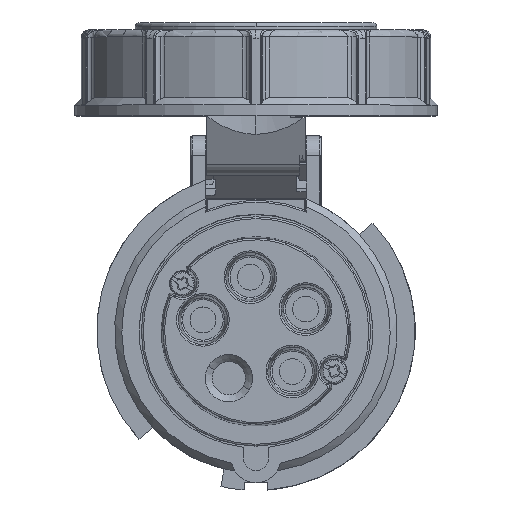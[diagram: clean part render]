
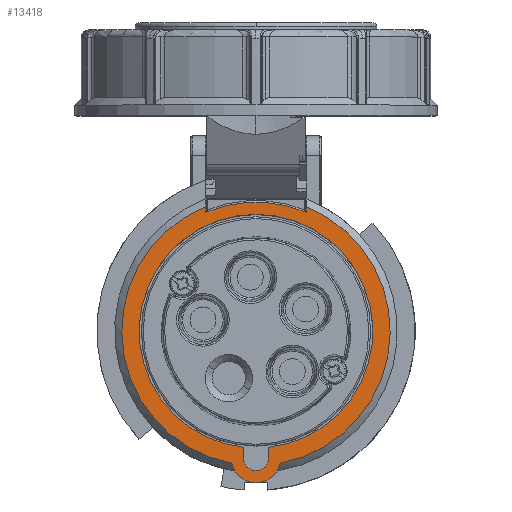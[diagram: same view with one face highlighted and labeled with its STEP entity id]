
A CAD part, top view. The second image highlights one B-rep face of the part: STEP entity #13418.
In plain terms, the highlighted planar face has unit normal (0, 0, 1).
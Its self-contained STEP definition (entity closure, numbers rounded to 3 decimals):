
#6 = CARTESIAN_POINT ( 'NONE',  ( 0., 0., 0. ) ) ;
#1058 = EDGE_CURVE ( 'NONE', #20644, #17916, #19526, .T. ) ;
#1494 = AXIS2_PLACEMENT_3D ( 'NONE', #19455, #30061, #14404 ) ;
#1759 = CARTESIAN_POINT ( 'NONE',  ( 0., 0., 0. ) ) ;
#1964 = DIRECTION ( 'NONE',  ( 0., 1., 0. ) ) ;
#2257 = VERTEX_POINT ( 'NONE', #18612 ) ;
#2506 = CARTESIAN_POINT ( 'NONE',  ( -3.5, -32.412, 0. ) ) ;
#2597 = CARTESIAN_POINT ( 'NONE',  ( 3.5, -32.412, 0. ) ) ;
#3150 = ORIENTED_EDGE ( 'NONE', *, *, #29112, .T. ) ;
#3325 = VECTOR ( 'NONE', #1964, 1000. ) ;
#4165 = DIRECTION ( 'NONE',  ( 0., 0., 1. ) ) ;
#4595 = EDGE_CURVE ( 'NONE', #26956, #22981, #22806, .T. ) ;
#4878 = ORIENTED_EDGE ( 'NONE', *, *, #19114, .T. ) ;
#4952 = AXIS2_PLACEMENT_3D ( 'NONE', #12175, #4165, #15293 ) ;
#5098 = CARTESIAN_POINT ( 'NONE',  ( -14., 14.233, 0. ) ) ;
#5545 = EDGE_CURVE ( 'NONE', #2257, #33741, #31527, .T. ) ;
#6296 = DIRECTION ( 'NONE',  ( 0., -1., 0. ) ) ;
#6483 = DIRECTION ( 'NONE',  ( -0.149, 0.989, 0. ) ) ;
#6757 = ORIENTED_EDGE ( 'NONE', *, *, #11813, .F. ) ;
#7665 = DIRECTION ( 'NONE',  ( 0.107, -0.994, 0. ) ) ;
#7707 = LINE ( 'NONE', #29263, #3325 ) ;
#7844 = CARTESIAN_POINT ( 'NONE',  ( -6.749, -36.837, 0. ) ) ;
#7862 = DIRECTION ( 'NONE',  ( 0., 0., -1. ) ) ;
#7876 = DIRECTION ( 'NONE',  ( 0., 0., -1. ) ) ;
#9069 = VERTEX_POINT ( 'NONE', #2597 ) ;
#9940 = DIRECTION ( 'NONE',  ( 0., 0., -1. ) ) ;
#10000 = PLANE ( 'NONE',  #31063 ) ;
#10007 = AXIS2_PLACEMENT_3D ( 'NONE', #15019, #23209, #28728 ) ;
#10161 = ORIENTED_EDGE ( 'NONE', *, *, #4595, .T. ) ;
#10599 = ORIENTED_EDGE ( 'NONE', *, *, #10911, .F. ) ;
#10911 = EDGE_CURVE ( 'NONE', #32358, #33741, #22067, .T. ) ;
#10934 = ORIENTED_EDGE ( 'NONE', *, *, #27317, .T. ) ;
#11813 = EDGE_CURVE ( 'NONE', #29208, #32358, #13186, .T. ) ;
#11977 = CARTESIAN_POINT ( 'NONE',  ( -14., 34.735, 0. ) ) ;
#12175 = CARTESIAN_POINT ( 'NONE',  ( 0., 0., 0. ) ) ;
#12321 = LINE ( 'NONE', #26663, #28240 ) ;
#12425 = CARTESIAN_POINT ( 'NONE',  ( 14., 33.166, 0. ) ) ;
#12463 = DIRECTION ( 'NONE',  ( 0., 0., 1. ) ) ;
#12861 = AXIS2_PLACEMENT_3D ( 'NONE', #33611, #17440, #6483 ) ;
#13186 = CIRCLE ( 'NONE', #1494, 6.9 ) ;
#13262 = DIRECTION ( 'NONE',  ( 0., 1., 0. ) ) ;
#13303 = CIRCLE ( 'NONE', #29393, 6.9 ) ;
#13418 = ADVANCED_FACE ( 'NONE', ( #15234, #15566 ), #10000, .T. ) ;
#13521 = VERTEX_POINT ( 'NONE', #16072 ) ;
#14404 = DIRECTION ( 'NONE',  ( -0.852, -0.523, 0. ) ) ;
#14913 = DIRECTION ( 'NONE',  ( 0., -1., 0. ) ) ;
#15019 = CARTESIAN_POINT ( 'NONE',  ( 0., -35.4, 0. ) ) ;
#15189 = CARTESIAN_POINT ( 'NONE',  ( 6.749, -36.837, 0. ) ) ;
#15215 = CARTESIAN_POINT ( 'NONE',  ( 0., -35.4, 0. ) ) ;
#15234 = FACE_BOUND ( 'NONE', #18288, .T. ) ;
#15293 = DIRECTION ( 'NONE',  ( 0.389, -0.921, 0. ) ) ;
#15532 = DIRECTION ( 'NONE',  ( 0.107, -0.994, 0. ) ) ;
#15566 = FACE_OUTER_BOUND ( 'NONE', #19168, .T. ) ;
#16072 = CARTESIAN_POINT ( 'NONE',  ( 0., 32.6, 0. ) ) ;
#16776 = VERTEX_POINT ( 'NONE', #15189 ) ;
#17188 = ORIENTED_EDGE ( 'NONE', *, *, #1058, .T. ) ;
#17440 = DIRECTION ( 'NONE',  ( 0., 0., -1. ) ) ;
#17916 = VERTEX_POINT ( 'NONE', #12425 ) ;
#18288 = EDGE_LOOP ( 'NONE', ( #10934, #4878, #32152, #10161, #32943 ) ) ;
#18612 = CARTESIAN_POINT ( 'NONE',  ( -14., 33.166, 0. ) ) ;
#18872 = DIRECTION ( 'NONE',  ( 0., 0., -1. ) ) ;
#18944 = CIRCLE ( 'NONE', #12861, 37.45 ) ;
#19114 = EDGE_CURVE ( 'NONE', #13521, #9069, #20563, .T. ) ;
#19168 = EDGE_LOOP ( 'NONE', ( #3150, #30223, #10599, #6757, #24348, #26761, #17188 ) ) ;
#19412 = CIRCLE ( 'NONE', #4952, 36. ) ;
#19455 = CARTESIAN_POINT ( 'NONE',  ( 0., -35.4, 0. ) ) ;
#19526 = LINE ( 'NONE', #30134, #33335 ) ;
#20563 = CIRCLE ( 'NONE', #33873, 32.6 ) ;
#20630 = DIRECTION ( 'NONE',  ( 0., -1., 0. ) ) ;
#20644 = VERTEX_POINT ( 'NONE', #26438 ) ;
#22067 = CIRCLE ( 'NONE', #25927, 37.45 ) ;
#22210 = CARTESIAN_POINT ( 'NONE',  ( 0., 0., 0. ) ) ;
#22806 = CIRCLE ( 'NONE', #10007, 3.5 ) ;
#22981 = VERTEX_POINT ( 'NONE', #28105 ) ;
#23125 = VERTEX_POINT ( 'NONE', #2506 ) ;
#23209 = DIRECTION ( 'NONE',  ( 0., 0., -1. ) ) ;
#23398 = CARTESIAN_POINT ( 'NONE',  ( 3.5, -35.4, 0. ) ) ;
#23646 = CARTESIAN_POINT ( 'NONE',  ( -5.881, -39.009, 0. ) ) ;
#24348 = ORIENTED_EDGE ( 'NONE', *, *, #28818, .F. ) ;
#25927 = AXIS2_PLACEMENT_3D ( 'NONE', #22210, #18872, #29490 ) ;
#26184 = CARTESIAN_POINT ( 'NONE',  ( 0., -4.701, 0. ) ) ;
#26438 = CARTESIAN_POINT ( 'NONE',  ( 14., 34.735, 0. ) ) ;
#26663 = CARTESIAN_POINT ( 'NONE',  ( 3.5, -20.038, 0. ) ) ;
#26761 = ORIENTED_EDGE ( 'NONE', *, *, #31135, .F. ) ;
#26956 = VERTEX_POINT ( 'NONE', #23398 ) ;
#27317 = EDGE_CURVE ( 'NONE', #23125, #13521, #28751, .T. ) ;
#27990 = EDGE_CURVE ( 'NONE', #9069, #26956, #12321, .T. ) ;
#28105 = CARTESIAN_POINT ( 'NONE',  ( -3.5, -35.4, 0. ) ) ;
#28240 = VECTOR ( 'NONE', #14913, 1000. ) ;
#28384 = VECTOR ( 'NONE', #13262, 1000. ) ;
#28728 = DIRECTION ( 'NONE',  ( 1., 0., 0. ) ) ;
#28751 = CIRCLE ( 'NONE', #32073, 32.6 ) ;
#28818 = EDGE_CURVE ( 'NONE', #16776, #29208, #13303, .T. ) ;
#29112 = EDGE_CURVE ( 'NONE', #17916, #2257, #19412, .T. ) ;
#29208 = VERTEX_POINT ( 'NONE', #23646 ) ;
#29263 = CARTESIAN_POINT ( 'NONE',  ( -3.5, -18.543, 0. ) ) ;
#29393 = AXIS2_PLACEMENT_3D ( 'NONE', #15215, #7876, #33985 ) ;
#29490 = DIRECTION ( 'NONE',  ( -0.149, 0.989, 0. ) ) ;
#29870 = EDGE_CURVE ( 'NONE', #22981, #23125, #7707, .T. ) ;
#30061 = DIRECTION ( 'NONE',  ( 0., 0., -1. ) ) ;
#30134 = CARTESIAN_POINT ( 'NONE',  ( 14., 28.627, 0. ) ) ;
#30223 = ORIENTED_EDGE ( 'NONE', *, *, #5545, .T. ) ;
#31063 = AXIS2_PLACEMENT_3D ( 'NONE', #26184, #12463, #20630 ) ;
#31135 = EDGE_CURVE ( 'NONE', #20644, #16776, #18944, .T. ) ;
#31527 = LINE ( 'NONE', #5098, #28384 ) ;
#32073 = AXIS2_PLACEMENT_3D ( 'NONE', #1759, #9940, #7665 ) ;
#32152 = ORIENTED_EDGE ( 'NONE', *, *, #27990, .T. ) ;
#32358 = VERTEX_POINT ( 'NONE', #7844 ) ;
#32943 = ORIENTED_EDGE ( 'NONE', *, *, #29870, .T. ) ;
#33335 = VECTOR ( 'NONE', #6296, 1000. ) ;
#33611 = CARTESIAN_POINT ( 'NONE',  ( 0., 0., 0. ) ) ;
#33741 = VERTEX_POINT ( 'NONE', #11977 ) ;
#33873 = AXIS2_PLACEMENT_3D ( 'NONE', #6, #7862, #15532 ) ;
#33985 = DIRECTION ( 'NONE',  ( -0.852, -0.523, 0. ) ) ;
